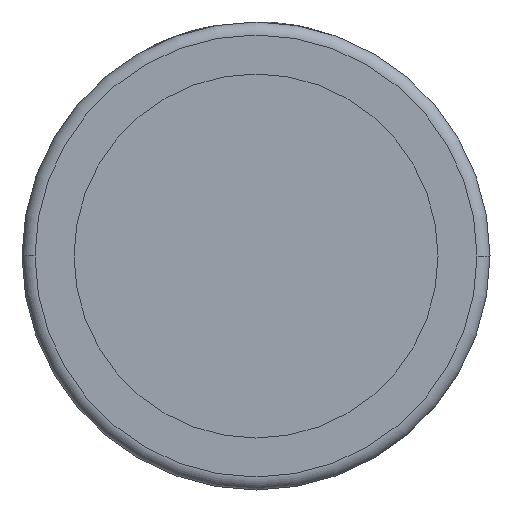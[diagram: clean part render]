
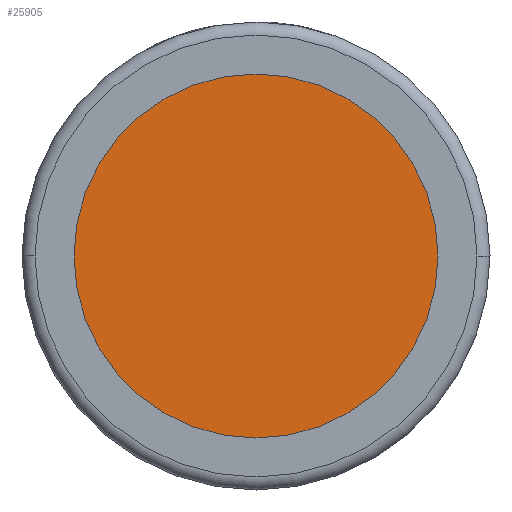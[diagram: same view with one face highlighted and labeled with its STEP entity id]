
A CAD part, front view. The second image highlights one B-rep face of the part: STEP entity #25905.
In plain terms, the highlighted planar face has unit normal (0, -1, 0).
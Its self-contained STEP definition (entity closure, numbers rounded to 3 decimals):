
#1304 = DIRECTION ( 'NONE',  ( 1., 0., 0. ) ) ;
#3697 = VERTEX_POINT ( 'NONE', #8101 ) ;
#3745 = CARTESIAN_POINT ( 'NONE',  ( 0., -65., 0. ) ) ;
#4064 = EDGE_CURVE ( 'NONE', #25612, #3697, #29252, .T. ) ;
#5887 = CIRCLE ( 'NONE', #28103, 7. ) ;
#8101 = CARTESIAN_POINT ( 'NONE',  ( -7., -65., 0. ) ) ;
#10260 = ORIENTED_EDGE ( 'NONE', *, *, #4064, .T. ) ;
#10577 = DIRECTION ( 'NONE',  ( 0., -1., 0. ) ) ;
#11658 = PLANE ( 'NONE',  #19394 ) ;
#12750 = CARTESIAN_POINT ( 'NONE',  ( 7., -65., 0. ) ) ;
#15167 = FACE_OUTER_BOUND ( 'NONE', #25525, .T. ) ;
#18090 = CARTESIAN_POINT ( 'NONE',  ( 0., -65., 0. ) ) ;
#18312 = DIRECTION ( 'NONE',  ( 0., -1., 0. ) ) ;
#18670 = EDGE_CURVE ( 'NONE', #3697, #25612, #5887, .T. ) ;
#18758 = CARTESIAN_POINT ( 'NONE',  ( 0., -65., 0. ) ) ;
#19394 = AXIS2_PLACEMENT_3D ( 'NONE', #18758, #18312, #20727 ) ;
#20727 = DIRECTION ( 'NONE',  ( 1., 0., 0. ) ) ;
#21738 = ORIENTED_EDGE ( 'NONE', *, *, #18670, .T. ) ;
#22044 = DIRECTION ( 'NONE',  ( 0., -1., 0. ) ) ;
#22055 = DIRECTION ( 'NONE',  ( 1., 0., 0. ) ) ;
#22961 = AXIS2_PLACEMENT_3D ( 'NONE', #18090, #22044, #1304 ) ;
#25525 = EDGE_LOOP ( 'NONE', ( #10260, #21738 ) ) ;
#25612 = VERTEX_POINT ( 'NONE', #12750 ) ;
#25905 = ADVANCED_FACE ( 'NONE', ( #15167 ), #11658, .T. ) ;
#28103 = AXIS2_PLACEMENT_3D ( 'NONE', #3745, #10577, #22055 ) ;
#29252 = CIRCLE ( 'NONE', #22961, 7. ) ;
